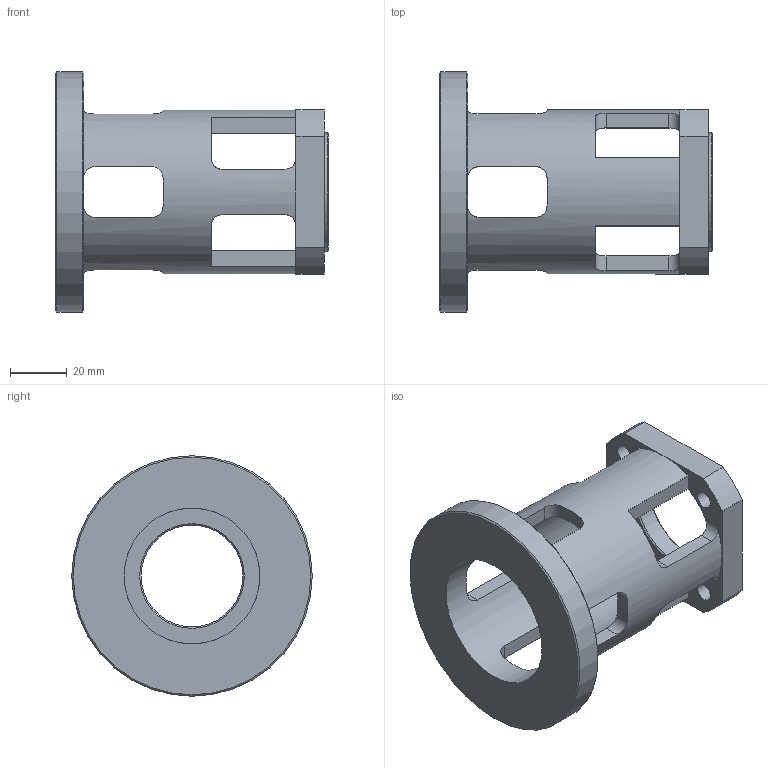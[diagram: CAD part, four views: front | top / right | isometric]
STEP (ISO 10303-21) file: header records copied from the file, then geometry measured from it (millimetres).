
FILE_DESCRIPTION(/* description */ (''),/* implementation_level */ '2;1');
FILE_NAME(/* name */ 'VK MTJ65 85 GESM1924.stp',/* time_stamp */ '2015-08-19T08:45:36+01:00',/* author */ ('Hypex'),/* organization */ ('Hypex'),/* preprocessor_version */ 'ST-DEVELOPER v15.2',/* originating_system */ 'Autodesk Inventor 2014',/* authorisation */ '');
FILE_SCHEMA (('AUTOMOTIVE_DESIGN { 1 0 10303 214 3 1 1 }'));
Length unit declared in the file: millimetre
Products named in the file (1): VK MTJ65 85 GESM1924
Bounding box: 96.5 x 85 x 85 mm (x, y, z)
Volume: 96608.2 mm3; surface area: 38510.8 mm2
Topology: 1 solids, 1 shells, 79 faces, 245 edges, 162 vertices
Faces by surface type: cylinder 37, plane 37, cone 5
Full cylindrical faces by diameter (mm): 6.2 x4, 36 x1, 42 x1, 48 x1, 58 x1, 85 x1
Entity records: 2985 total; most frequent: CARTESIAN_POINT 886, ORIENTED_EDGE 442, DIRECTION 398, EDGE_CURVE 221, VERTEX_POINT 153, AXIS2_PLACEMENT_3D 145, EDGE_LOOP 114, LINE 108
